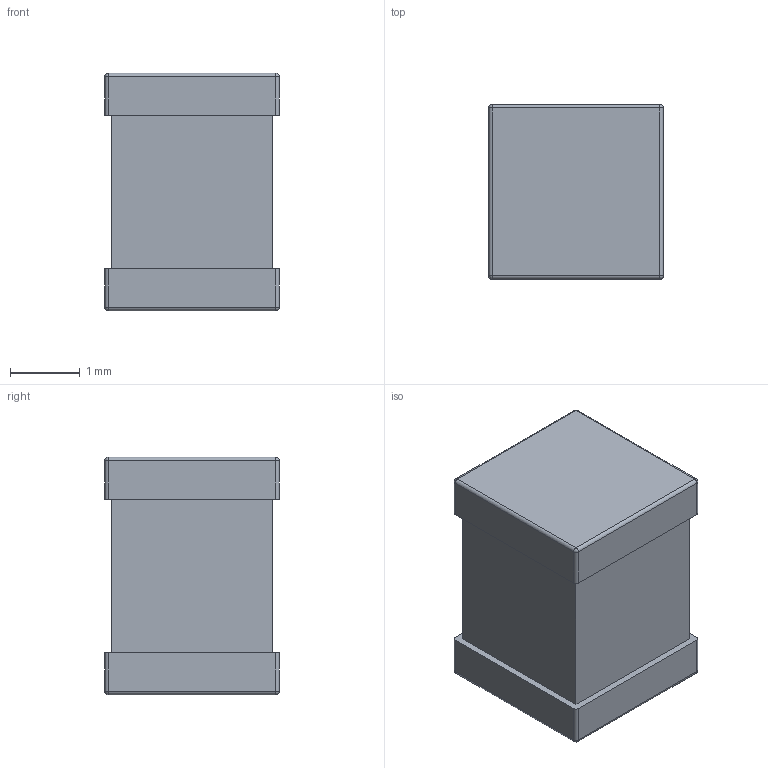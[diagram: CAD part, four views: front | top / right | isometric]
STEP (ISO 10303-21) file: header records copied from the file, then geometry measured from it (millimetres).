
FILE_DESCRIPTION( ( '' ), ' ' );
FILE_NAME( '5b1abbbc64239b0ebebe63a2.step', '2018-06-08T17:24:12', ( '' ), ( '' ), ' ', ' ', ' ' );
FILE_SCHEMA( ( 'AUTOMOTIVE_DESIGN { 1 0 10303 214 1 1 1 1 }' ) );
Length unit declared in the file: metre
Products named in the file (3): Open CASCADE STEP translator 6.8 5; Open CASCADE STEP translator 6.8 4
Bounding box: 2.5 x 2.5 x 3.4 mm (x, y, z)
Volume: 19.1 mm3; surface area: 67.3 mm2
Topology: 3 solids, 3 shells, 42 faces, 84 edges, 48 vertices
Faces by surface type: plane 18, cylinder 16, sphere 8
Entity records: 1860 total; most frequent: DIRECTION 206, CARTESIAN_POINT 177, ORIENTED_EDGE 168, STYLED_ITEM 126, PRESENTATION_STYLE_ASSIGNMENT 126, COLOUR_RGB 126, EDGE_CURVE 84, CURVE_STYLE 84
